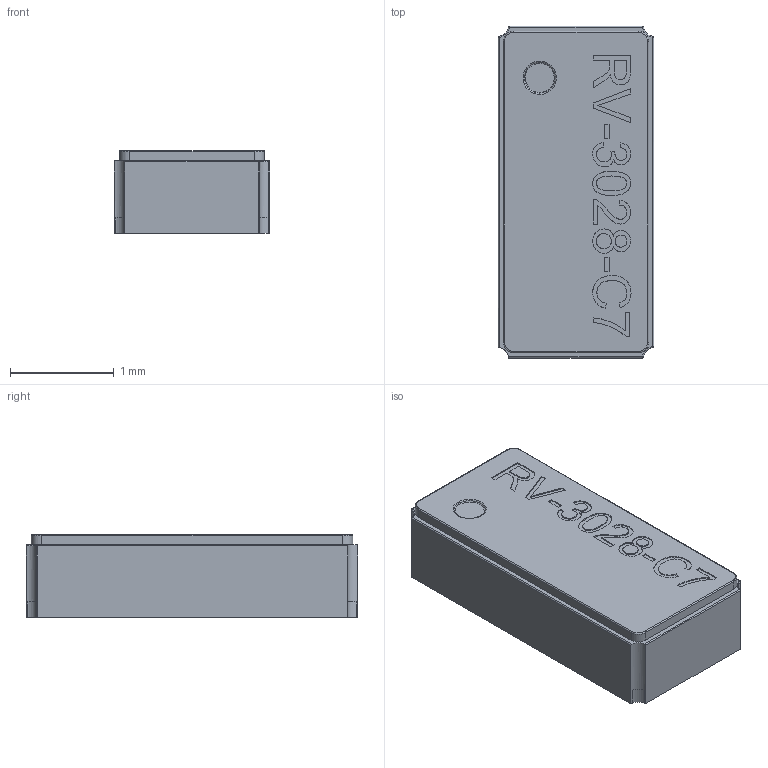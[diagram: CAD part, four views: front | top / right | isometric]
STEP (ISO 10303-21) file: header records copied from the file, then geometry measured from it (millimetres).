
FILE_DESCRIPTION(('FreeCAD Model'),'2;1');
FILE_NAME('Part_10502_sp.step', '2020-03-14T15:50:23',('kicad StepUp'),('ksu MCAD'), 'Open CASCADE STEP processor 7.3','FreeCAD','Unknown');
FILE_SCHEMA(('AUTOMOTIVE_DESIGN { 1 0 10303 214 1 1 1 1 }'));
Length unit declared in the file: millimetre
Products named in the file (1): Part_10502_sp
Bounding box: 1.5 x 3.2 x 0.8 mm (x, y, z)
Volume: 3.8 mm3; surface area: 16.9 mm2
Topology: 1 solids, 1 shells, 259 faces, 729 edges, 486 vertices
Faces by surface type: bspline 159, plane 74, cylinder 26
Entity records: 11746 total; most frequent: CARTESIAN_POINT 4255, ORIENTED_EDGE 1446, EDGE_CURVE 723, DIRECTION 697, VERTEX_POINT 486, LINE 357, VECTOR 357, B_SPLINE_CURVE_WITH_KNOTS 297
